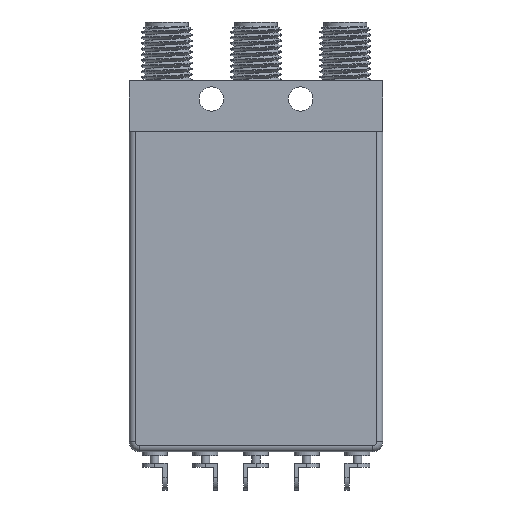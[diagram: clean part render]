
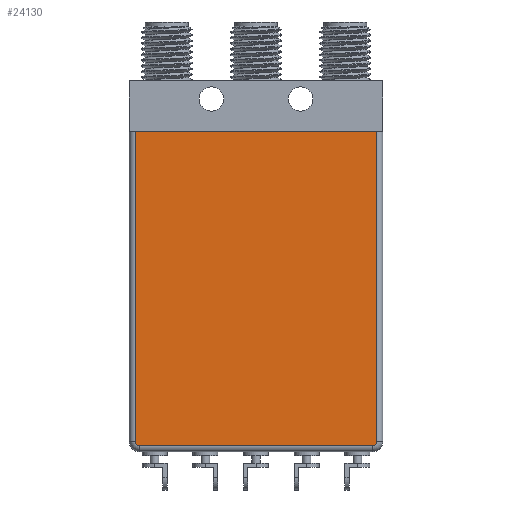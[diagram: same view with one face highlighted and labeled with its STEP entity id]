
A CAD part, front view. The second image highlights one B-rep face of the part: STEP entity #24130.
In plain terms, the highlighted planar face has unit normal (0, -1, 0).
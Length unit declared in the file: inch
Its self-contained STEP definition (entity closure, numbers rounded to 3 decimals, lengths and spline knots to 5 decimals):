
#673 = CARTESIAN_POINT ( 'NONE',  ( -0.595, -0.26, -0.865 ) ) ;
#1581 = DIRECTION ( 'NONE',  ( 0., -1., 0. ) ) ;
#2620 = PLANE ( 'NONE',  #37967 ) ;
#2971 = LINE ( 'NONE', #673, #34113 ) ;
#3317 = LINE ( 'NONE', #40906, #32368 ) ;
#3648 = CARTESIAN_POINT ( 'NONE',  ( 0.575, -0.26, -0.885 ) ) ;
#4313 = VERTEX_POINT ( 'NONE', #13429 ) ;
#5939 = VERTEX_POINT ( 'NONE', #38762 ) ;
#7794 = EDGE_CURVE ( 'NONE', #16158, #15942, #3317, .T. ) ;
#11266 = DIRECTION ( 'NONE',  ( 0., -1., 0. ) ) ;
#11534 = ORIENTED_EDGE ( 'NONE', *, *, #28594, .T. ) ;
#11799 = CIRCLE ( 'NONE', #33107, 0.02 ) ;
#13429 = CARTESIAN_POINT ( 'NONE',  ( 0.595, -0.26, 0.665 ) ) ;
#14561 = DIRECTION ( 'NONE',  ( 1., 0., 0. ) ) ;
#15498 = EDGE_LOOP ( 'NONE', ( #21880, #26712, #23932, #38501, #11534, #35280 ) ) ;
#15942 = VERTEX_POINT ( 'NONE', #3648 ) ;
#16158 = VERTEX_POINT ( 'NONE', #38537 ) ;
#16610 = DIRECTION ( 'NONE',  ( 1., 0., 0. ) ) ;
#16658 = EDGE_CURVE ( 'NONE', #21917, #29206, #2971, .T. ) ;
#18887 = AXIS2_PLACEMENT_3D ( 'NONE', #38119, #1581, #28026 ) ;
#19712 = VECTOR ( 'NONE', #21059, 39.37008 ) ;
#20368 = CARTESIAN_POINT ( 'NONE',  ( 0., -0.26, 0.665 ) ) ;
#21059 = DIRECTION ( 'NONE',  ( 0., 0., 1. ) ) ;
#21408 = CARTESIAN_POINT ( 'NONE',  ( -0.595, -0.26, -0.865 ) ) ;
#21880 = ORIENTED_EDGE ( 'NONE', *, *, #34678, .F. ) ;
#21917 = VERTEX_POINT ( 'NONE', #29537 ) ;
#23328 = LINE ( 'NONE', #37998, #19712 ) ;
#23930 = EDGE_CURVE ( 'NONE', #5939, #4313, #23328, .T. ) ;
#23932 = ORIENTED_EDGE ( 'NONE', *, *, #30950, .T. ) ;
#24130 = ADVANCED_FACE ( 'NONE', ( #41409 ), #2620, .T. ) ;
#25935 = LINE ( 'NONE', #20368, #31183 ) ;
#26712 = ORIENTED_EDGE ( 'NONE', *, *, #16658, .T. ) ;
#28026 = DIRECTION ( 'NONE',  ( 0., 0., -1. ) ) ;
#28594 = EDGE_CURVE ( 'NONE', #15942, #5939, #32914, .T. ) ;
#29206 = VERTEX_POINT ( 'NONE', #21408 ) ;
#29537 = CARTESIAN_POINT ( 'NONE',  ( -0.595, -0.26, 0.665 ) ) ;
#30950 = EDGE_CURVE ( 'NONE', #29206, #16158, #11799, .T. ) ;
#31183 = VECTOR ( 'NONE', #16610, 39.37008 ) ;
#31195 = CARTESIAN_POINT ( 'NONE',  ( -0.575, -0.26, -0.865 ) ) ;
#32368 = VECTOR ( 'NONE', #14561, 39.37008 ) ;
#32914 = CIRCLE ( 'NONE', #18887, 0.02 ) ;
#33107 = AXIS2_PLACEMENT_3D ( 'NONE', #31195, #11266, #34522 ) ;
#33626 = DIRECTION ( 'NONE',  ( 0., 0., -1. ) ) ;
#34113 = VECTOR ( 'NONE', #33626, 39.37008 ) ;
#34522 = DIRECTION ( 'NONE',  ( 0., 0., -1. ) ) ;
#34678 = EDGE_CURVE ( 'NONE', #21917, #4313, #25935, .T. ) ;
#35280 = ORIENTED_EDGE ( 'NONE', *, *, #23930, .T. ) ;
#35976 = DIRECTION ( 'NONE',  ( 0., 0., -1. ) ) ;
#37967 = AXIS2_PLACEMENT_3D ( 'NONE', #42475, #39129, #35976 ) ;
#37998 = CARTESIAN_POINT ( 'NONE',  ( 0.595, -0.26, 0.665 ) ) ;
#38119 = CARTESIAN_POINT ( 'NONE',  ( 0.575, -0.26, -0.865 ) ) ;
#38501 = ORIENTED_EDGE ( 'NONE', *, *, #7794, .T. ) ;
#38537 = CARTESIAN_POINT ( 'NONE',  ( -0.575, -0.26, -0.885 ) ) ;
#38762 = CARTESIAN_POINT ( 'NONE',  ( 0.595, -0.26, -0.865 ) ) ;
#39129 = DIRECTION ( 'NONE',  ( 0., -1., 0. ) ) ;
#40906 = CARTESIAN_POINT ( 'NONE',  ( 0.575, -0.26, -0.885 ) ) ;
#41409 = FACE_OUTER_BOUND ( 'NONE', #15498, .T. ) ;
#42475 = CARTESIAN_POINT ( 'NONE',  ( 0., -0.26, 0. ) ) ;
